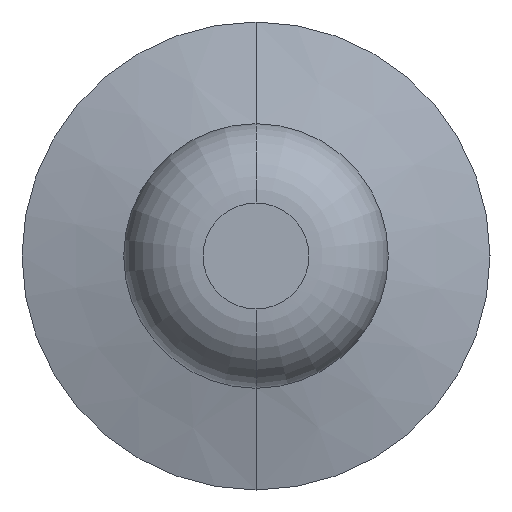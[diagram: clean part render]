
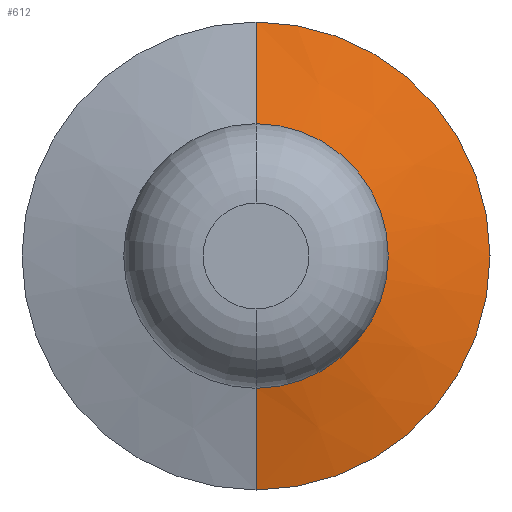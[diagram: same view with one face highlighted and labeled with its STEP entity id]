
A CAD part, front view. The second image highlights one B-rep face of the part: STEP entity #612.
In plain terms, the highlighted conical face has half-angle 75 degrees and reference radius 1.25 mm.
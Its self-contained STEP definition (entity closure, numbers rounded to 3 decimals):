
#33 = VERTEX_POINT ( 'NONE', #741 ) ;
#54 = EDGE_LOOP ( 'NONE', ( #944, #313, #451, #262 ) ) ;
#192 = DIRECTION ( 'NONE',  ( 0., 0.259, -0.966 ) ) ;
#208 = DIRECTION ( 'NONE',  ( 0., 0.259, 0.966 ) ) ;
#262 = ORIENTED_EDGE ( 'NONE', *, *, #685, .F. ) ;
#281 = CONICAL_SURFACE ( 'NONE', #813, 1.25, 1.309 ) ;
#295 = EDGE_CURVE ( 'NONE', #760, #33, #812, .T. ) ;
#300 = CARTESIAN_POINT ( 'NONE',  ( 0., -9.783, 0. ) ) ;
#313 = ORIENTED_EDGE ( 'NONE', *, *, #295, .T. ) ;
#318 = CARTESIAN_POINT ( 'NONE',  ( 0., -10.04, 0. ) ) ;
#355 = CARTESIAN_POINT ( 'NONE',  ( 0., -10.04, -1.25 ) ) ;
#379 = DIRECTION ( 'NONE',  ( 0., 0., 1. ) ) ;
#394 = DIRECTION ( 'NONE',  ( 0., 0., 1. ) ) ;
#404 = VERTEX_POINT ( 'NONE', #1018 ) ;
#451 = ORIENTED_EDGE ( 'NONE', *, *, #882, .F. ) ;
#467 = VECTOR ( 'NONE', #208, 1000. ) ;
#494 = CIRCLE ( 'NONE', #898, 1.25 ) ;
#495 = VECTOR ( 'NONE', #192, 1000. ) ;
#503 = AXIS2_PLACEMENT_3D ( 'NONE', #300, #902, #379 ) ;
#538 = FACE_OUTER_BOUND ( 'NONE', #54, .T. ) ;
#559 = CARTESIAN_POINT ( 'NONE',  ( 0., -10.04, -1.25 ) ) ;
#612 = ADVANCED_FACE ( 'NONE', ( #538 ), #281, .T. ) ;
#619 = DIRECTION ( 'NONE',  ( 0., 0., 1. ) ) ;
#685 = EDGE_CURVE ( 'NONE', #971, #404, #969, .T. ) ;
#710 = DIRECTION ( 'NONE',  ( 0., 1., 0. ) ) ;
#741 = CARTESIAN_POINT ( 'NONE',  ( 0., -9.783, -2.21 ) ) ;
#760 = VERTEX_POINT ( 'NONE', #559 ) ;
#805 = CARTESIAN_POINT ( 'NONE',  ( 0., -10.04, 0. ) ) ;
#812 = LINE ( 'NONE', #355, #495 ) ;
#813 = AXIS2_PLACEMENT_3D ( 'NONE', #805, #710, #619 ) ;
#814 = CARTESIAN_POINT ( 'NONE',  ( 0., -10.04, 1.25 ) ) ;
#836 = CARTESIAN_POINT ( 'NONE',  ( 0., -10.04, 1.25 ) ) ;
#854 = EDGE_CURVE ( 'NONE', #971, #760, #494, .T. ) ;
#877 = CIRCLE ( 'NONE', #503, 2.21 ) ;
#882 = EDGE_CURVE ( 'NONE', #404, #33, #877, .T. ) ;
#898 = AXIS2_PLACEMENT_3D ( 'NONE', #318, #920, #394 ) ;
#902 = DIRECTION ( 'NONE',  ( 0., 1., 0. ) ) ;
#920 = DIRECTION ( 'NONE',  ( 0., 1., 0. ) ) ;
#944 = ORIENTED_EDGE ( 'NONE', *, *, #854, .T. ) ;
#969 = LINE ( 'NONE', #814, #467 ) ;
#971 = VERTEX_POINT ( 'NONE', #836 ) ;
#1018 = CARTESIAN_POINT ( 'NONE',  ( 0., -9.783, 2.21 ) ) ;
